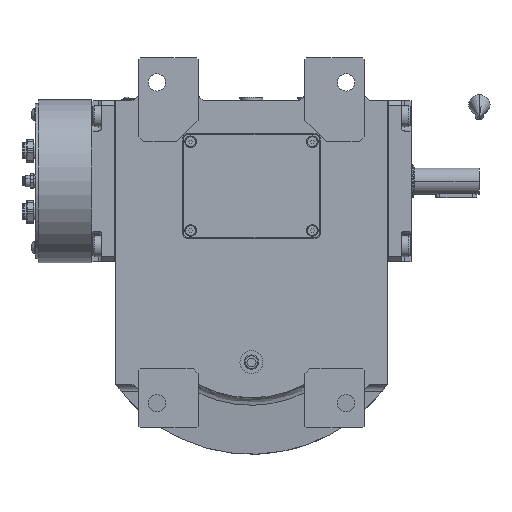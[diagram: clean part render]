
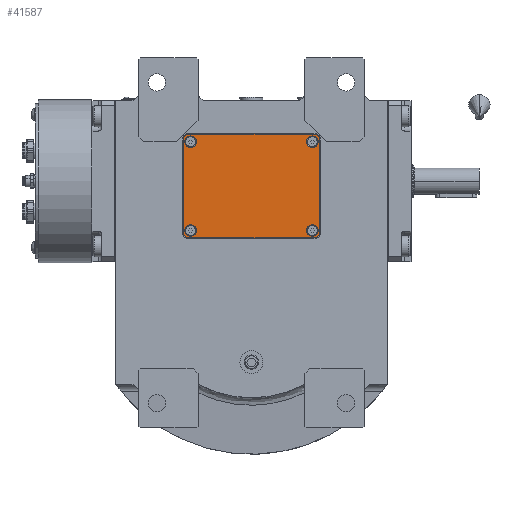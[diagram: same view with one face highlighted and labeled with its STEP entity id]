
A CAD part, front view. The second image highlights one B-rep face of the part: STEP entity #41587.
In plain terms, the highlighted face is planar.
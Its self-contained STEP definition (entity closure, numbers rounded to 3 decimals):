
#575 = CIRCLE ( 'NONE', #95344, 3.5 ) ;
#1494 = CIRCLE ( 'NONE', #27874, 3.5 ) ;
#2514 = ORIENTED_EDGE ( 'NONE', *, *, #92593, .F. ) ;
#3450 = ORIENTED_EDGE ( 'NONE', *, *, #51480, .T. ) ;
#3757 = VECTOR ( 'NONE', #87133, 1000. ) ;
#4405 = PLANE ( 'NONE',  #32802 ) ;
#4889 = ORIENTED_EDGE ( 'NONE', *, *, #30767, .F. ) ;
#5426 = CARTESIAN_POINT ( 'NONE',  ( 33.5, 27., 3. ) ) ;
#6227 = DIRECTION ( 'NONE',  ( 0., 0., 1. ) ) ;
#6800 = DIRECTION ( 'NONE',  ( 0., 0., 1. ) ) ;
#7082 = CIRCLE ( 'NONE', #39682, 3.5 ) ;
#7844 = LINE ( 'NONE', #30185, #23346 ) ;
#8322 = VERTEX_POINT ( 'NONE', #88945 ) ;
#9573 = VERTEX_POINT ( 'NONE', #56405 ) ;
#10086 = CARTESIAN_POINT ( 'NONE',  ( 41.5, -29.5, 3. ) ) ;
#10174 = CARTESIAN_POINT ( 'NONE',  ( 37., -27., 3. ) ) ;
#12935 = AXIS2_PLACEMENT_3D ( 'NONE', #85515, #72849, #14927 ) ;
#12938 = VERTEX_POINT ( 'NONE', #16496 ) ;
#13023 = CARTESIAN_POINT ( 'NONE',  ( -33.5, -27., 3. ) ) ;
#13382 = CARTESIAN_POINT ( 'NONE',  ( 39.5, -31.5, 3. ) ) ;
#13525 = CARTESIAN_POINT ( 'NONE',  ( 37., 27., 3. ) ) ;
#14927 = DIRECTION ( 'NONE',  ( -1., 0., 0. ) ) ;
#15550 = EDGE_CURVE ( 'NONE', #32961, #56064, #33405, .T. ) ;
#15791 = ORIENTED_EDGE ( 'NONE', *, *, #71798, .T. ) ;
#16420 = DIRECTION ( 'NONE',  ( 0., 1., 0. ) ) ;
#16496 = CARTESIAN_POINT ( 'NONE',  ( -41.5, 29.5, 3. ) ) ;
#17337 = EDGE_LOOP ( 'NONE', ( #37075, #91093, #18932, #24982, #15791, #3450, #78473, #73090 ) ) ;
#17459 = CARTESIAN_POINT ( 'NONE',  ( -37., 27., 3. ) ) ;
#18932 = ORIENTED_EDGE ( 'NONE', *, *, #74634, .T. ) ;
#19129 = CIRCLE ( 'NONE', #40852, 3.5 ) ;
#19479 = DIRECTION ( 'NONE',  ( 1., 0., 0. ) ) ;
#19605 = DIRECTION ( 'NONE',  ( 0., -1., 0. ) ) ;
#20150 = VERTEX_POINT ( 'NONE', #34513 ) ;
#20178 = DIRECTION ( 'NONE',  ( 0., 0., 1. ) ) ;
#20450 = CARTESIAN_POINT ( 'NONE',  ( 37., 27., 3. ) ) ;
#21915 = CARTESIAN_POINT ( 'NONE',  ( 33.5, -27., 3. ) ) ;
#22015 = CARTESIAN_POINT ( 'NONE',  ( 40.5, 27., 3. ) ) ;
#23346 = VECTOR ( 'NONE', #32593, 1000. ) ;
#23644 = EDGE_LOOP ( 'NONE', ( #77614, #74753 ) ) ;
#24443 = EDGE_CURVE ( 'NONE', #56064, #33155, #58618, .T. ) ;
#24982 = ORIENTED_EDGE ( 'NONE', *, *, #43255, .T. ) ;
#26731 = CIRCLE ( 'NONE', #93530, 3.5 ) ;
#27874 = AXIS2_PLACEMENT_3D ( 'NONE', #55112, #31786, #76035 ) ;
#30185 = CARTESIAN_POINT ( 'NONE',  ( -41.5, -29.5, 3. ) ) ;
#30491 = EDGE_LOOP ( 'NONE', ( #30593, #69778 ) ) ;
#30593 = ORIENTED_EDGE ( 'NONE', *, *, #75941, .F. ) ;
#30720 = VECTOR ( 'NONE', #73352, 1000. ) ;
#30767 = EDGE_CURVE ( 'NONE', #45113, #78246, #19129, .T. ) ;
#30940 = EDGE_LOOP ( 'NONE', ( #78491, #4889 ) ) ;
#31786 = DIRECTION ( 'NONE',  ( 0., 0., 1. ) ) ;
#32593 = DIRECTION ( 'NONE',  ( 0.707, -0.707, 0. ) ) ;
#32802 = AXIS2_PLACEMENT_3D ( 'NONE', #56903, #94380, #19479 ) ;
#32961 = VERTEX_POINT ( 'NONE', #68062 ) ;
#33155 = VERTEX_POINT ( 'NONE', #53496 ) ;
#33405 = LINE ( 'NONE', #10086, #54267 ) ;
#33423 = EDGE_CURVE ( 'NONE', #9573, #84020, #88891, .T. ) ;
#33638 = CARTESIAN_POINT ( 'NONE',  ( 39.5, 31.5, 3. ) ) ;
#34513 = CARTESIAN_POINT ( 'NONE',  ( -33.5, 27., 3. ) ) ;
#35032 = FACE_BOUND ( 'NONE', #30940, .T. ) ;
#35497 = VERTEX_POINT ( 'NONE', #13023 ) ;
#36239 = VECTOR ( 'NONE', #65938, 1000. ) ;
#37075 = ORIENTED_EDGE ( 'NONE', *, *, #15550, .T. ) ;
#37079 = AXIS2_PLACEMENT_3D ( 'NONE', #94117, #20178, #79515 ) ;
#37387 = VERTEX_POINT ( 'NONE', #79902 ) ;
#39575 = EDGE_CURVE ( 'NONE', #35497, #61419, #85288, .T. ) ;
#39682 = AXIS2_PLACEMENT_3D ( 'NONE', #10174, #94745, #95231 ) ;
#39788 = EDGE_CURVE ( 'NONE', #64641, #56945, #1494, .T. ) ;
#40852 = AXIS2_PLACEMENT_3D ( 'NONE', #20450, #79784, #72488 ) ;
#41587 = ADVANCED_FACE ( 'NONE', ( #64707, #35032, #41803, #92935, #63738 ), #4405, .T. ) ;
#41803 = FACE_BOUND ( 'NONE', #46455, .T. ) ;
#43150 = DIRECTION ( 'NONE',  ( 1., 0., 0. ) ) ;
#43255 = EDGE_CURVE ( 'NONE', #8322, #12938, #66844, .T. ) ;
#43857 = CARTESIAN_POINT ( 'NONE',  ( 40.5, -27., 3. ) ) ;
#44618 = CARTESIAN_POINT ( 'NONE',  ( -39.5, -31.5, 3. ) ) ;
#45113 = VERTEX_POINT ( 'NONE', #5426 ) ;
#46455 = EDGE_LOOP ( 'NONE', ( #2514, #87511 ) ) ;
#47097 = VECTOR ( 'NONE', #80934, 1000. ) ;
#50207 = AXIS2_PLACEMENT_3D ( 'NONE', #72948, #6800, #73884 ) ;
#51255 = LINE ( 'NONE', #13382, #47097 ) ;
#51480 = EDGE_CURVE ( 'NONE', #88946, #9573, #7844, .T. ) ;
#53327 = CIRCLE ( 'NONE', #50207, 3.5 ) ;
#53496 = CARTESIAN_POINT ( 'NONE',  ( 39.5, 31.5, 3. ) ) ;
#54088 = EDGE_CURVE ( 'NONE', #84020, #32961, #51255, .T. ) ;
#54267 = VECTOR ( 'NONE', #16420, 1000. ) ;
#54356 = CARTESIAN_POINT ( 'NONE',  ( -40.5, -27., 3. ) ) ;
#54744 = CARTESIAN_POINT ( 'NONE',  ( 39.5, -31.5, 3. ) ) ;
#55112 = CARTESIAN_POINT ( 'NONE',  ( 37., -27., 3. ) ) ;
#55605 = LINE ( 'NONE', #87212, #79857 ) ;
#55993 = LINE ( 'NONE', #33638, #3757 ) ;
#56064 = VERTEX_POINT ( 'NONE', #82519 ) ;
#56405 = CARTESIAN_POINT ( 'NONE',  ( -39.5, -31.5, 3. ) ) ;
#56903 = CARTESIAN_POINT ( 'NONE',  ( 0., 0., 3. ) ) ;
#56945 = VERTEX_POINT ( 'NONE', #43857 ) ;
#58618 = LINE ( 'NONE', #80508, #36239 ) ;
#61419 = VERTEX_POINT ( 'NONE', #54356 ) ;
#62211 = DIRECTION ( 'NONE',  ( -1., 0., 0. ) ) ;
#63738 = FACE_BOUND ( 'NONE', #23644, .T. ) ;
#64108 = VECTOR ( 'NONE', #74615, 1000. ) ;
#64641 = VERTEX_POINT ( 'NONE', #21915 ) ;
#64707 = FACE_OUTER_BOUND ( 'NONE', #17337, .T. ) ;
#65938 = DIRECTION ( 'NONE',  ( -0.707, 0.707, 0. ) ) ;
#66844 = LINE ( 'NONE', #89231, #64108 ) ;
#67868 = EDGE_CURVE ( 'NONE', #37387, #20150, #26731, .T. ) ;
#68062 = CARTESIAN_POINT ( 'NONE',  ( 41.5, -29.5, 3. ) ) ;
#68879 = CIRCLE ( 'NONE', #12935, 3.5 ) ;
#69492 = DIRECTION ( 'NONE',  ( 0., 0., 1. ) ) ;
#69778 = ORIENTED_EDGE ( 'NONE', *, *, #39788, .F. ) ;
#71798 = EDGE_CURVE ( 'NONE', #12938, #88946, #55605, .T. ) ;
#72488 = DIRECTION ( 'NONE',  ( -1., 0., 0. ) ) ;
#72849 = DIRECTION ( 'NONE',  ( 0., 0., 1. ) ) ;
#72948 = CARTESIAN_POINT ( 'NONE',  ( -37., 27., 3. ) ) ;
#73090 = ORIENTED_EDGE ( 'NONE', *, *, #54088, .T. ) ;
#73352 = DIRECTION ( 'NONE',  ( 1., 0., 0. ) ) ;
#73884 = DIRECTION ( 'NONE',  ( 1., 0., 0. ) ) ;
#74615 = DIRECTION ( 'NONE',  ( -0.707, -0.707, 0. ) ) ;
#74634 = EDGE_CURVE ( 'NONE', #33155, #8322, #55993, .T. ) ;
#74753 = ORIENTED_EDGE ( 'NONE', *, *, #94139, .F. ) ;
#75941 = EDGE_CURVE ( 'NONE', #56945, #64641, #7082, .T. ) ;
#76035 = DIRECTION ( 'NONE',  ( -1., 0., 0. ) ) ;
#77614 = ORIENTED_EDGE ( 'NONE', *, *, #39575, .F. ) ;
#78246 = VERTEX_POINT ( 'NONE', #22015 ) ;
#78473 = ORIENTED_EDGE ( 'NONE', *, *, #33423, .T. ) ;
#78491 = ORIENTED_EDGE ( 'NONE', *, *, #94260, .F. ) ;
#79515 = DIRECTION ( 'NONE',  ( 1., 0., 0. ) ) ;
#79784 = DIRECTION ( 'NONE',  ( 0., 0., 1. ) ) ;
#79857 = VECTOR ( 'NONE', #19605, 1000. ) ;
#79902 = CARTESIAN_POINT ( 'NONE',  ( -40.5, 27., 3. ) ) ;
#80508 = CARTESIAN_POINT ( 'NONE',  ( 41.5, 29.5, 3. ) ) ;
#80934 = DIRECTION ( 'NONE',  ( 0.707, 0.707, 0. ) ) ;
#82519 = CARTESIAN_POINT ( 'NONE',  ( 41.5, 29.5, 3. ) ) ;
#83524 = CARTESIAN_POINT ( 'NONE',  ( -41.5, -29.5, 3. ) ) ;
#84020 = VERTEX_POINT ( 'NONE', #54744 ) ;
#85288 = CIRCLE ( 'NONE', #37079, 3.5 ) ;
#85515 = CARTESIAN_POINT ( 'NONE',  ( -37., -27., 3. ) ) ;
#87133 = DIRECTION ( 'NONE',  ( -1., 0., 0. ) ) ;
#87212 = CARTESIAN_POINT ( 'NONE',  ( -41.5, 29.5, 3. ) ) ;
#87511 = ORIENTED_EDGE ( 'NONE', *, *, #67868, .F. ) ;
#88891 = LINE ( 'NONE', #44618, #30720 ) ;
#88945 = CARTESIAN_POINT ( 'NONE',  ( -39.5, 31.5, 3. ) ) ;
#88946 = VERTEX_POINT ( 'NONE', #83524 ) ;
#89231 = CARTESIAN_POINT ( 'NONE',  ( -39.5, 31.5, 3. ) ) ;
#91093 = ORIENTED_EDGE ( 'NONE', *, *, #24443, .T. ) ;
#92593 = EDGE_CURVE ( 'NONE', #20150, #37387, #53327, .T. ) ;
#92935 = FACE_BOUND ( 'NONE', #30491, .T. ) ;
#93530 = AXIS2_PLACEMENT_3D ( 'NONE', #17459, #69492, #62211 ) ;
#94117 = CARTESIAN_POINT ( 'NONE',  ( -37., -27., 3. ) ) ;
#94139 = EDGE_CURVE ( 'NONE', #61419, #35497, #68879, .T. ) ;
#94260 = EDGE_CURVE ( 'NONE', #78246, #45113, #575, .T. ) ;
#94380 = DIRECTION ( 'NONE',  ( 0., 0., 1. ) ) ;
#94745 = DIRECTION ( 'NONE',  ( 0., 0., 1. ) ) ;
#95231 = DIRECTION ( 'NONE',  ( 1., 0., 0. ) ) ;
#95344 = AXIS2_PLACEMENT_3D ( 'NONE', #13525, #6227, #43150 ) ;
